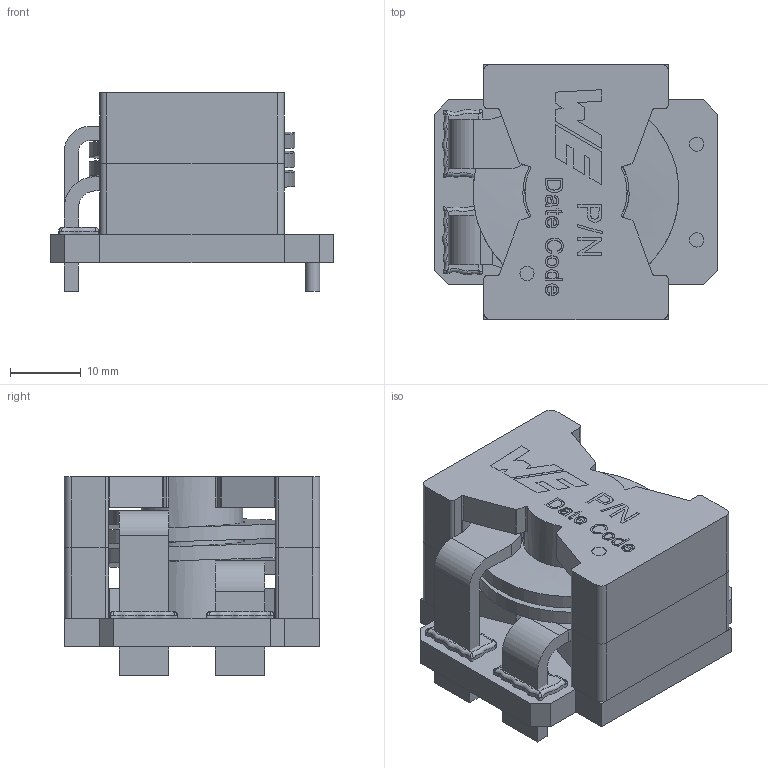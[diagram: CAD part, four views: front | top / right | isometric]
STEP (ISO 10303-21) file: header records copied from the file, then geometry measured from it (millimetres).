
FILE_DESCRIPTION(/* description */ ('Unknown'),/* implementation_level */ '2;1');
FILE_NAME(/* name */ 'L_Wurth_WE-HCFAT-3521',/* time_stamp */ '2025-09-09T13:24:31+08:00',/* author */ ('Unknown'),/* organization */ ('Unknown'),/* preprocessor_version */ 'ST-DEVELOPER v19.4',/* originating_system */ 'Solid Edge',/* authorisation */ 'Unknown');
FILE_SCHEMA (('AUTOMOTIVE_DESIGN {1 0 10303 214 3 1 1}'));
Length unit declared in the file: millimetre
Products named in the file (2): L_Wurth_WE-HCFAT-3521
Assembly tree (1 placements, depth 2):
  L_Wurth_WE-HCFAT-3521
    L_Wurth_WE-HCFAT-3521
Bounding box: 40 x 36 x 28.02 mm (x, y, z)
Volume: 18841.9 mm3; surface area: 14647.1 mm2
Topology: 38 solids, 38 shells, 458 faces, 1135 edges, 748 vertices
Faces by surface type: plane 334, cylinder 66, bspline 56, sphere 2
Full cylindrical faces by diameter (mm): 2 x6, 14.4 x2
Entity records: 20403 total; most frequent: CARTESIAN_POINT 9745, ORIENTED_EDGE 2216, DIRECTION 1702, EDGE_CURVE 1108, VERTEX_POINT 744, LINE 638, VECTOR 638, AXIS2_PLACEMENT_3D 532
